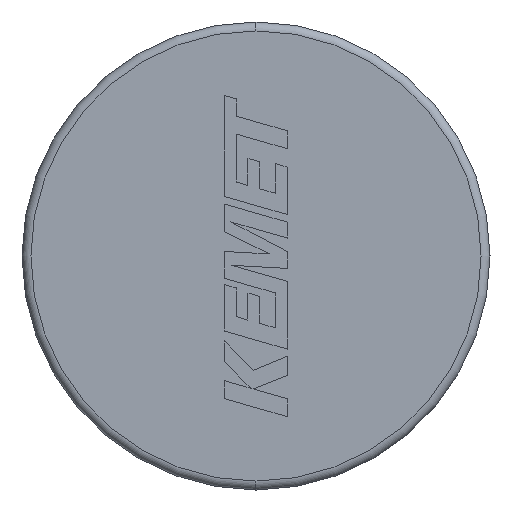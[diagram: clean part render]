
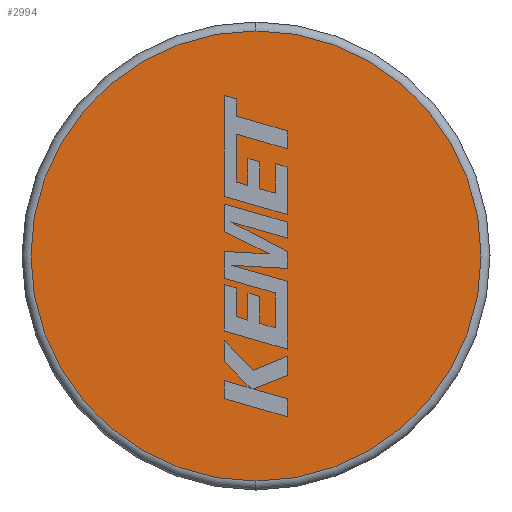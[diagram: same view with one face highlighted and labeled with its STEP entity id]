
A CAD part, left-side view. The second image highlights one B-rep face of the part: STEP entity #2994.
In plain terms, the highlighted planar face has unit normal (-1, 0, 0).
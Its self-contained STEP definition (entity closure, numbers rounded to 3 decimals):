
#111 = DIRECTION ( 'NONE',  ( -1., 0., 0. ) ) ;
#213 = DIRECTION ( 'NONE',  ( -1., 0., 0. ) ) ;
#291 = AXIS2_PLACEMENT_3D ( 'NONE', #1422, #111, #2399 ) ;
#327 = AXIS2_PLACEMENT_3D ( 'NONE', #711, #2560, #736 ) ;
#425 = ORIENTED_EDGE ( 'NONE', *, *, #948, .T. ) ;
#711 = CARTESIAN_POINT ( 'NONE',  ( 0., 0., 0. ) ) ;
#736 = DIRECTION ( 'NONE',  ( 0., 0., -1. ) ) ;
#750 = EDGE_LOOP ( 'NONE', ( #1787, #425 ) ) ;
#948 = EDGE_CURVE ( 'NONE', #2273, #2249, #2331, .T. ) ;
#1355 = CARTESIAN_POINT ( 'NONE',  ( 0., 0., -5.05 ) ) ;
#1422 = CARTESIAN_POINT ( 'NONE',  ( 0., 0., 0. ) ) ;
#1565 = PLANE ( 'NONE',  #327 ) ;
#1787 = ORIENTED_EDGE ( 'NONE', *, *, #3299, .T. ) ;
#1815 = CARTESIAN_POINT ( 'NONE',  ( 0., 0., 0. ) ) ;
#1846 = AXIS2_PLACEMENT_3D ( 'NONE', #1815, #213, #2310 ) ;
#2249 = VERTEX_POINT ( 'NONE', #1355 ) ;
#2273 = VERTEX_POINT ( 'NONE', #2389 ) ;
#2310 = DIRECTION ( 'NONE',  ( 0., 0., -1. ) ) ;
#2331 = CIRCLE ( 'NONE', #291, 5.05 ) ;
#2389 = CARTESIAN_POINT ( 'NONE',  ( 0., 0., 5.05 ) ) ;
#2399 = DIRECTION ( 'NONE',  ( 0., 0., -1. ) ) ;
#2408 = CIRCLE ( 'NONE', #1846, 5.05 ) ;
#2527 = FACE_OUTER_BOUND ( 'NONE', #750, .T. ) ;
#2560 = DIRECTION ( 'NONE',  ( 1., 0., 0. ) ) ;
#2994 = ADVANCED_FACE ( 'NONE', ( #2527 ), #1565, .F. ) ;
#3299 = EDGE_CURVE ( 'NONE', #2249, #2273, #2408, .T. ) ;
